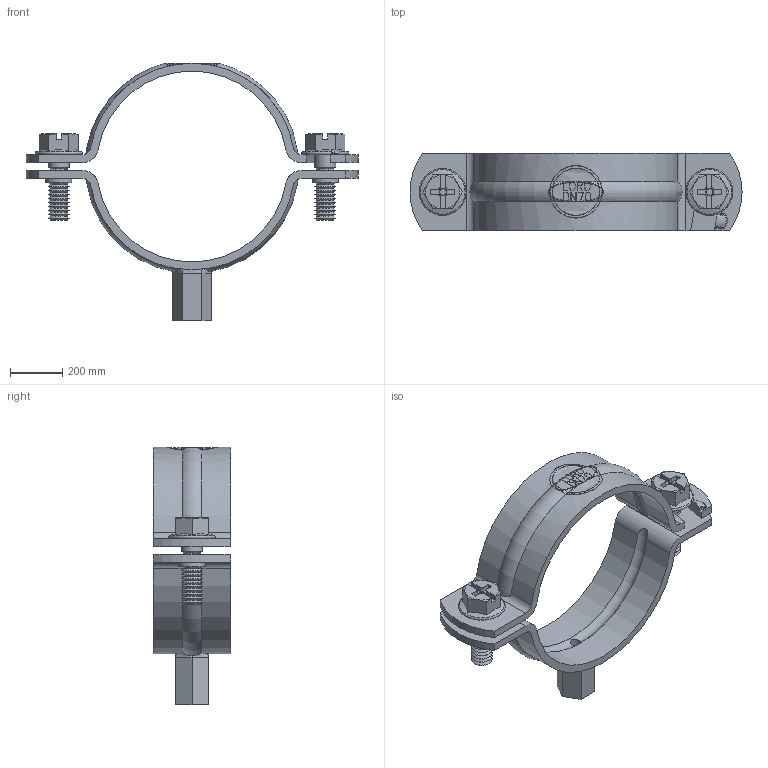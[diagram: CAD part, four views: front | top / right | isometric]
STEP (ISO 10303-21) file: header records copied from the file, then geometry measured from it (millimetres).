
FILE_DESCRIPTION(/* description */ (''),/* implementation_level */ '2;1');
FILE_NAME(/* name */ '00973.070X_3D.stp',/* time_stamp */ '2024-12-11T13:01:58+01:00',/* author */ ('CAD'),/* organization */ (''),/* preprocessor_version */ 'ST-DEVELOPER v20',/* originating_system */ 'AutoCAD Mechanical',/* authorisation */ '');
FILE_SCHEMA (('AUTOMOTIVE_DESIGN { 1 0 10303 214 3 1 1 }'));
Length unit declared in the file: centimetre
Products named in the file (2): Product; *S0
Assembly tree (1 placements, depth 2):
  Product
    *S0
Bounding box: 1270 x 295 x 985 mm (x, y, z)
Volume: 34139147.8 mm3; surface area: 2688640.6 mm2
Topology: 6 solids, 6 shells, 513 faces, 1367 edges, 871 vertices
Faces by surface type: plane 283, cone 102, bspline 47, cylinder 45, torus 35, sphere 1
Full cylindrical faces by diameter (mm): 40 x2, 80 x2, 100 x2, 179 x1, 181 x1, 199 x1, 201 x1
Entity records: 17688 total; most frequent: CARTESIAN_POINT 5417, ORIENTED_EDGE 2718, DIRECTION 2293, EDGE_CURVE 1359, VERTEX_POINT 871, LINE 803, VECTOR 803, AXIS2_PLACEMENT_3D 745
